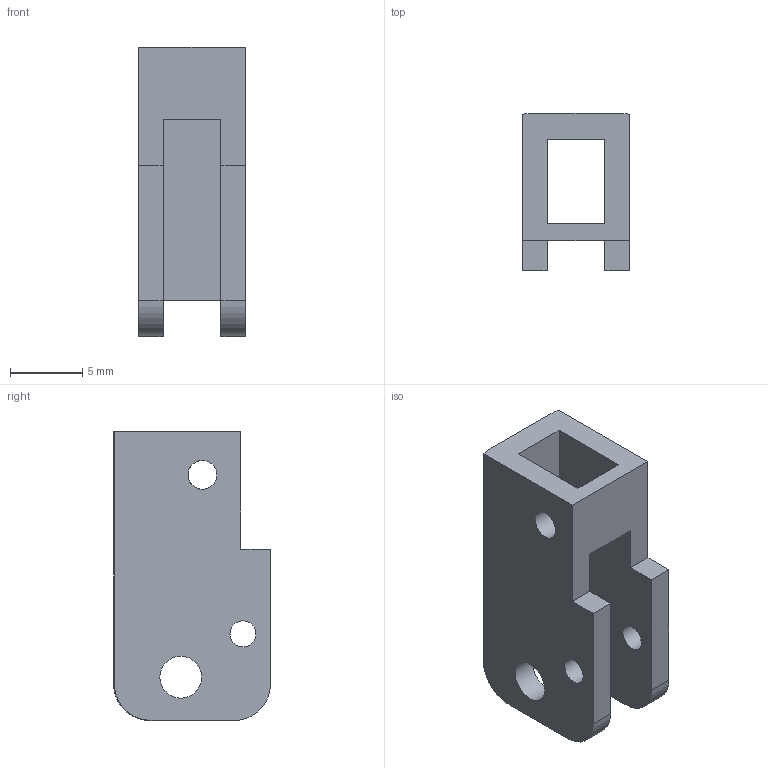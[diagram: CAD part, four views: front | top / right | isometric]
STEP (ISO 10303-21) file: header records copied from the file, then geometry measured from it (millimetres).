
FILE_DESCRIPTION(/* description */ (''),/* implementation_level */ '2;1');
FILE_NAME(/* name */ 'Base.step',/* time_stamp */ '2019-01-12T21:26:59+01:00',/* author */ (''),/* organization */ (''),/* preprocessor_version */ 'ST-DEVELOPER v17.2',/* originating_system */ 'Autodesk Translation Framework v7.6.0.251',/* authorisation */ '');
FILE_SCHEMA (('AUTOMOTIVE_DESIGN { 1 0 10303 214 3 1 1 }'));
Length unit declared in the file: millimetre
Products named in the file (1): FusionComponent
Bounding box: 7.4 x 10.85 x 20 mm (x, y, z)
Volume: 778.4 mm3; surface area: 1141.7 mm2
Topology: 1 solids, 1 shells, 31 faces, 88 edges, 58 vertices
Faces by surface type: plane 17, cylinder 12, bspline 2
Full cylindrical faces by diameter (mm): 1.8 x2, 2 x2, 2.9 x2
Entity records: 1104 total; most frequent: CARTESIAN_POINT 212, ORIENTED_EDGE 176, DIRECTION 174, EDGE_CURVE 88, LINE 58, VECTOR 58, VERTEX_POINT 58, AXIS2_PLACEMENT_3D 58
